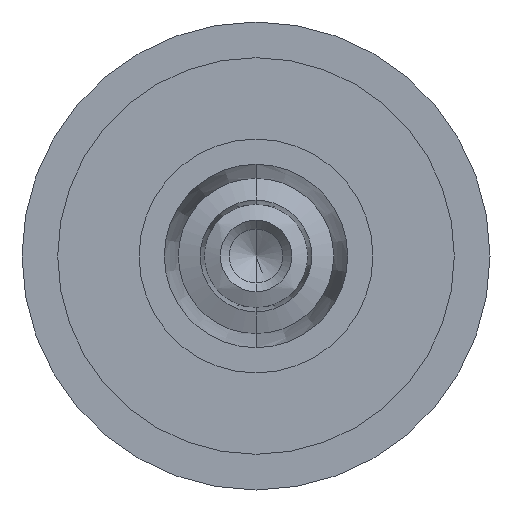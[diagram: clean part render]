
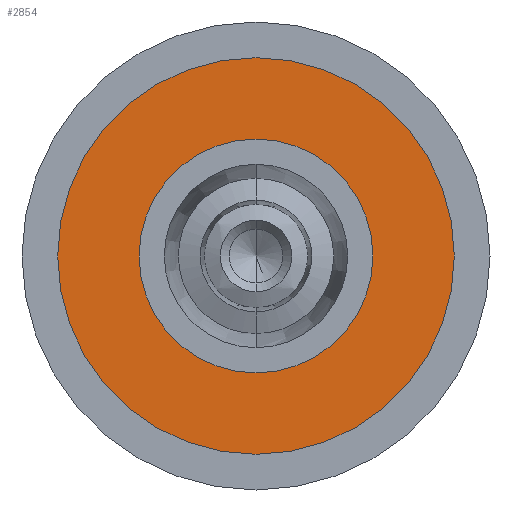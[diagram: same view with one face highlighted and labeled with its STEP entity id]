
A CAD part, front view. The second image highlights one B-rep face of the part: STEP entity #2854.
In plain terms, the highlighted planar face has unit normal (0, -1, 0).
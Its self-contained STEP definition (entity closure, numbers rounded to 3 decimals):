
#92 = DIRECTION ( 'NONE',  ( 0., -1., 0. ) ) ;
#107 = VERTEX_POINT ( 'NONE', #2016 ) ;
#192 = EDGE_CURVE ( 'NONE', #2198, #521, #1998, .T. ) ;
#196 = FACE_OUTER_BOUND ( 'NONE', #769, .T. ) ;
#248 = AXIS2_PLACEMENT_3D ( 'NONE', #1660, #1126, #1793 ) ;
#307 = CARTESIAN_POINT ( 'NONE',  ( 0., 5., 0. ) ) ;
#453 = CARTESIAN_POINT ( 'NONE',  ( 0., 5., -14.74 ) ) ;
#516 = EDGE_CURVE ( 'NONE', #107, #2335, #2268, .T. ) ;
#521 = VERTEX_POINT ( 'NONE', #453 ) ;
#661 = CARTESIAN_POINT ( 'NONE',  ( 0., 5., 0. ) ) ;
#679 = PLANE ( 'NONE',  #1156 ) ;
#708 = CARTESIAN_POINT ( 'NONE',  ( 14.74, 5., 0. ) ) ;
#755 = CARTESIAN_POINT ( 'NONE',  ( 0., 5., 0. ) ) ;
#768 = CIRCLE ( 'NONE', #2184, 14.74 ) ;
#769 = EDGE_LOOP ( 'NONE', ( #1751, #2589 ) ) ;
#1126 = DIRECTION ( 'NONE',  ( 0., -1., 0. ) ) ;
#1156 = AXIS2_PLACEMENT_3D ( 'NONE', #708, #1873, #1627 ) ;
#1185 = CIRCLE ( 'NONE', #2799, 25. ) ;
#1360 = CARTESIAN_POINT ( 'NONE',  ( 0., 5., 14.74 ) ) ;
#1456 = DIRECTION ( 'NONE',  ( 0., 0., -1. ) ) ;
#1611 = DIRECTION ( 'NONE',  ( 0., -1., 0. ) ) ;
#1627 = DIRECTION ( 'NONE',  ( 0., 0., -1. ) ) ;
#1660 = CARTESIAN_POINT ( 'NONE',  ( 0., 5., 0. ) ) ;
#1692 = DIRECTION ( 'NONE',  ( 0., -1., 0. ) ) ;
#1751 = ORIENTED_EDGE ( 'NONE', *, *, #2349, .T. ) ;
#1763 = DIRECTION ( 'NONE',  ( 0., 0., -1. ) ) ;
#1793 = DIRECTION ( 'NONE',  ( 0., 0., -1. ) ) ;
#1873 = DIRECTION ( 'NONE',  ( 0., -1., 0. ) ) ;
#1958 = EDGE_LOOP ( 'NONE', ( #2346, #2830 ) ) ;
#1998 = CIRCLE ( 'NONE', #248, 14.74 ) ;
#2016 = CARTESIAN_POINT ( 'NONE',  ( 0., 5., 25. ) ) ;
#2184 = AXIS2_PLACEMENT_3D ( 'NONE', #755, #1692, #1456 ) ;
#2198 = VERTEX_POINT ( 'NONE', #1360 ) ;
#2267 = CARTESIAN_POINT ( 'NONE',  ( 0., 5., -25. ) ) ;
#2268 = CIRCLE ( 'NONE', #2903, 25. ) ;
#2318 = FACE_BOUND ( 'NONE', #1958, .T. ) ;
#2335 = VERTEX_POINT ( 'NONE', #2267 ) ;
#2346 = ORIENTED_EDGE ( 'NONE', *, *, #2980, .F. ) ;
#2349 = EDGE_CURVE ( 'NONE', #2335, #107, #1185, .T. ) ;
#2589 = ORIENTED_EDGE ( 'NONE', *, *, #516, .T. ) ;
#2799 = AXIS2_PLACEMENT_3D ( 'NONE', #307, #92, #1763 ) ;
#2814 = DIRECTION ( 'NONE',  ( 0., 0., -1. ) ) ;
#2830 = ORIENTED_EDGE ( 'NONE', *, *, #192, .F. ) ;
#2854 = ADVANCED_FACE ( 'NONE', ( #196, #2318 ), #679, .T. ) ;
#2903 = AXIS2_PLACEMENT_3D ( 'NONE', #661, #1611, #2814 ) ;
#2980 = EDGE_CURVE ( 'NONE', #521, #2198, #768, .T. ) ;
